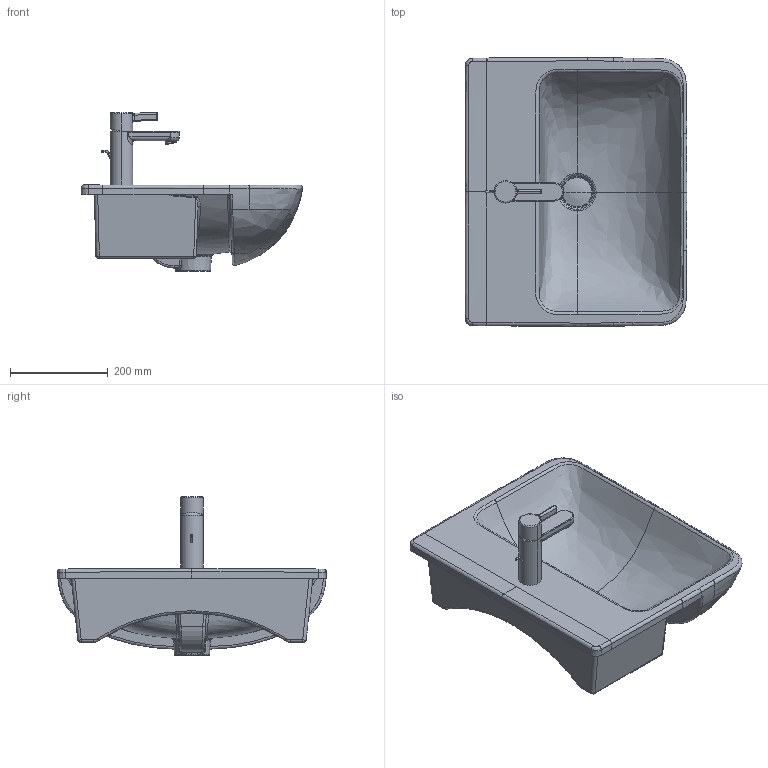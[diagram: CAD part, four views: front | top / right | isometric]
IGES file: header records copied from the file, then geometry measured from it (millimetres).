
Global section: file name: No Iges File Name specified; native system: Autodesk Inventor 2011; preprocessor: AutoDesk Inventor Iges Exporter R2011; author: Administrator; date: 20150909.200053; units: millimetre
Bounding box: 454.29 x 550.67 x 325.56 mm (x, y, z)
Volume: 9775211.2 mm3; surface area: 979091.6 mm2
Topology: 7 solids, 7 shells, 436 faces, 1082 edges, 663 vertices
Faces by surface type: bspline 189, plane 81, revolution 68, cylinder 68, torus 20, sphere 6, cone 4
